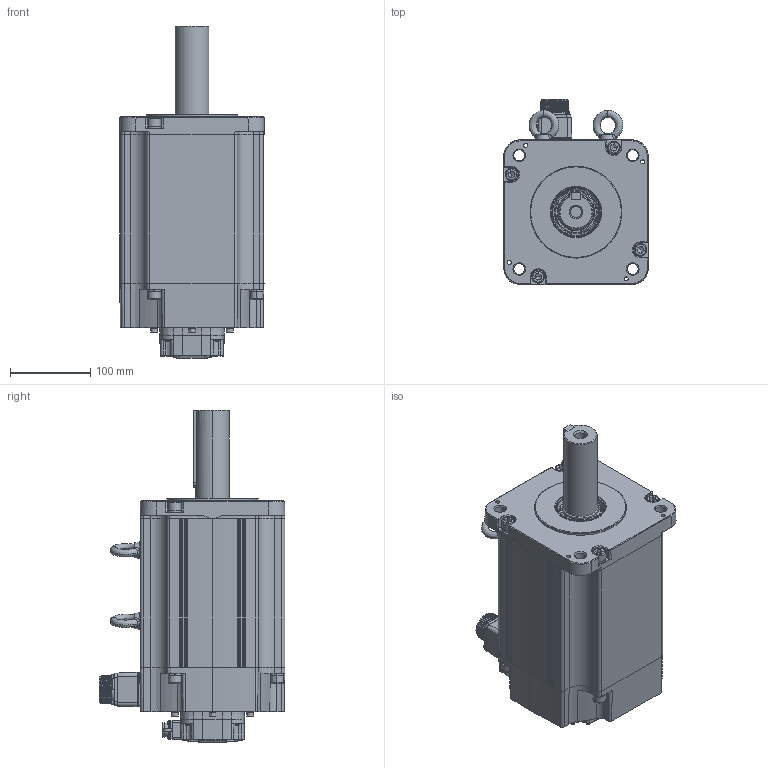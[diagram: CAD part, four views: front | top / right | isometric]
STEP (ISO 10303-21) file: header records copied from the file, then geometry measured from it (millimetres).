
FILE_DESCRIPTION (( 'STEP AP214' ), '1' );
FILE_NAME ('12700000285.STEP', '2021-02-02T10:57:03', ( '' ), ( '' ), 'SwSTEP 2.0', 'SolidWorks 2018', '' );
FILE_SCHEMA (( 'AUTOMOTIVE_DESIGN' ));
Length unit declared in the file: millimetre
Products named in the file (1): 12700000285
Bounding box: 180 x 230.9 x 413 mm (x, y, z)
Surface area: 322254.6 mm2 (no closed solid volume)
Topology: 0 solids, 78 shells, 993 faces, 3895 edges, 2907 vertices
Faces by surface type: cylinder 345, plane 302, cone 146, bspline 100, torus 72, sphere 28
Entity records: 63193 total; most frequent: CARTESIAN_POINT 21534, DIRECTION 6248, ORIENTED_EDGE 5717, EDGE_CURVE 3857, VERTEX_POINT 2905, AXIS2_PLACEMENT_3D 2276, LINE 1696, VECTOR 1696
